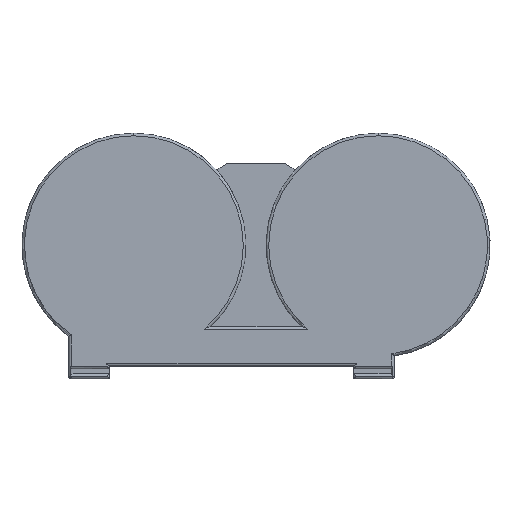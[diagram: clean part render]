
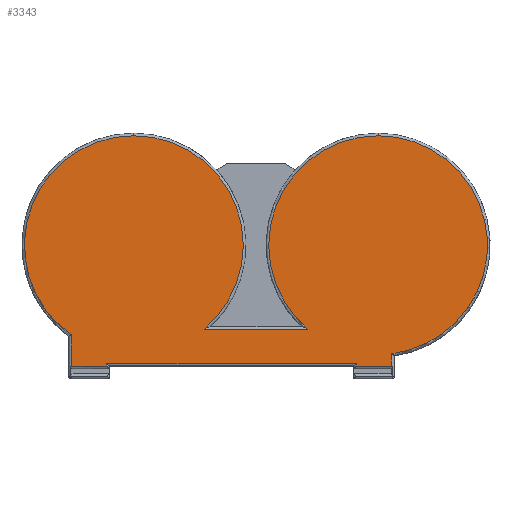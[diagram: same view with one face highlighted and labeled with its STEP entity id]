
A CAD part, front view. The second image highlights one B-rep face of the part: STEP entity #3343.
In plain terms, the highlighted planar face has unit normal (0, -1, 0).
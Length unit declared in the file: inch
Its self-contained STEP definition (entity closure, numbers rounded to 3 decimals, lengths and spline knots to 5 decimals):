
#4 = EDGE_CURVE ( 'NONE', #2086, #291, #1210, .T. ) ;
#73 = AXIS2_PLACEMENT_3D ( 'NONE', #3056, #918, #446 ) ;
#117 = CARTESIAN_POINT ( 'NONE',  ( 3.3375, 0., -2.72075 ) ) ;
#138 = CARTESIAN_POINT ( 'NONE',  ( 3.3375, 0., -2.66622 ) ) ;
#194 = VECTOR ( 'NONE', #1736, 39.37008 ) ;
#216 = CARTESIAN_POINT ( 'NONE',  ( 2.4625, 0., -2.9743 ) ) ;
#241 = ORIENTED_EDGE ( 'NONE', *, *, #2672, .T. ) ;
#278 = VERTEX_POINT ( 'NONE', #1909 ) ;
#291 = VERTEX_POINT ( 'NONE', #3248 ) ;
#415 = DIRECTION ( 'NONE',  ( 0., 0., 1. ) ) ;
#426 = PLANE ( 'NONE',  #73 ) ;
#431 = EDGE_CURVE ( 'NONE', #919, #1837, #2178, .T. ) ;
#445 = AXIS2_PLACEMENT_3D ( 'NONE', #2794, #1761, #415 ) ;
#446 = DIRECTION ( 'NONE',  ( 0., 0., 1. ) ) ;
#507 = LINE ( 'NONE', #1264, #3369 ) ;
#581 = ORIENTED_EDGE ( 'NONE', *, *, #928, .T. ) ;
#583 = EDGE_CURVE ( 'NONE', #1837, #2751, #1151, .T. ) ;
#585 = VECTOR ( 'NONE', #3328, 39.37008 ) ;
#659 = VERTEX_POINT ( 'NONE', #2324 ) ;
#690 = EDGE_LOOP ( 'NONE', ( #1931, #1700, #581, #2422, #2265, #1623, #769, #1478, #1148, #1167, #241, #1968 ) ) ;
#705 = DIRECTION ( 'NONE',  ( 0., 0., 1. ) ) ;
#753 = VERTEX_POINT ( 'NONE', #2474 ) ;
#769 = ORIENTED_EDGE ( 'NONE', *, *, #4, .T. ) ;
#815 = CARTESIAN_POINT ( 'NONE',  ( -3.6625, 0., -2.9743 ) ) ;
#825 = CARTESIAN_POINT ( 'NONE',  ( 1.27699, 0., -2.0625 ) ) ;
#841 = CARTESIAN_POINT ( 'NONE',  ( 3., 0., 0. ) ) ;
#848 = VERTEX_POINT ( 'NONE', #1812 ) ;
#916 = CARTESIAN_POINT ( 'NONE',  ( -3., 0., -2.9743 ) ) ;
#918 = DIRECTION ( 'NONE',  ( 0., 1., 0. ) ) ;
#919 = VERTEX_POINT ( 'NONE', #138 ) ;
#928 = EDGE_CURVE ( 'NONE', #278, #919, #2270, .T. ) ;
#944 = CARTESIAN_POINT ( 'NONE',  ( -1.11254, 0., -2.0625 ) ) ;
#953 = LINE ( 'NONE', #916, #1953 ) ;
#1131 = EDGE_CURVE ( 'NONE', #2751, #2086, #2806, .T. ) ;
#1148 = ORIENTED_EDGE ( 'NONE', *, *, #2638, .T. ) ;
#1151 = CIRCLE ( 'NONE', #2535, 2.6875 ) ;
#1167 = ORIENTED_EDGE ( 'NONE', *, *, #2301, .T. ) ;
#1178 = CARTESIAN_POINT ( 'NONE',  ( 2.4625, 0., -2.9075 ) ) ;
#1185 = EDGE_CURVE ( 'NONE', #291, #753, #1922, .T. ) ;
#1210 = CIRCLE ( 'NONE', #2983, 2.6875 ) ;
#1238 = FACE_OUTER_BOUND ( 'NONE', #690, .T. ) ;
#1264 = CARTESIAN_POINT ( 'NONE',  ( -3.6625, 0., 0. ) ) ;
#1320 = VECTOR ( 'NONE', #3072, 39.37008 ) ;
#1350 = EDGE_CURVE ( 'NONE', #848, #2390, #1519, .T. ) ;
#1384 = DIRECTION ( 'NONE',  ( 1., 0., 0. ) ) ;
#1478 = ORIENTED_EDGE ( 'NONE', *, *, #1185, .T. ) ;
#1519 = LINE ( 'NONE', #2862, #1827 ) ;
#1547 = CARTESIAN_POINT ( 'NONE',  ( -1.27699, 0., -2.0625 ) ) ;
#1623 = ORIENTED_EDGE ( 'NONE', *, *, #1131, .T. ) ;
#1693 = VECTOR ( 'NONE', #2783, 39.37008 ) ;
#1700 = ORIENTED_EDGE ( 'NONE', *, *, #2321, .T. ) ;
#1736 = DIRECTION ( 'NONE',  ( 0., 0., -1. ) ) ;
#1738 = CARTESIAN_POINT ( 'NONE',  ( -3., 0., 0. ) ) ;
#1761 = DIRECTION ( 'NONE',  ( 0., -1., 0. ) ) ;
#1812 = CARTESIAN_POINT ( 'NONE',  ( -3.6625, 0., -2.9075 ) ) ;
#1827 = VECTOR ( 'NONE', #1384, 39.37008 ) ;
#1837 = VERTEX_POINT ( 'NONE', #2911 ) ;
#1898 = DIRECTION ( 'NONE',  ( 0., 0., 1. ) ) ;
#1909 = CARTESIAN_POINT ( 'NONE',  ( 3.3375, 0., -2.9743 ) ) ;
#1922 = CIRCLE ( 'NONE', #445, 2.6875 ) ;
#1931 = ORIENTED_EDGE ( 'NONE', *, *, #2294, .T. ) ;
#1953 = VECTOR ( 'NONE', #2816, 39.37008 ) ;
#1968 = ORIENTED_EDGE ( 'NONE', *, *, #1350, .T. ) ;
#2086 = VERTEX_POINT ( 'NONE', #1547 ) ;
#2178 = CIRCLE ( 'NONE', #3106, 2.6875 ) ;
#2213 = LINE ( 'NONE', #3342, #1693 ) ;
#2265 = ORIENTED_EDGE ( 'NONE', *, *, #583, .T. ) ;
#2270 = LINE ( 'NONE', #117, #1320 ) ;
#2294 = EDGE_CURVE ( 'NONE', #2390, #3140, #3029, .T. ) ;
#2301 = EDGE_CURVE ( 'NONE', #659, #3235, #2745, .T. ) ;
#2321 = EDGE_CURVE ( 'NONE', #3140, #278, #953, .T. ) ;
#2324 = CARTESIAN_POINT ( 'NONE',  ( -4.5375, 0., -2.9743 ) ) ;
#2390 = VERTEX_POINT ( 'NONE', #1178 ) ;
#2422 = ORIENTED_EDGE ( 'NONE', *, *, #431, .T. ) ;
#2458 = DIRECTION ( 'NONE',  ( -1., 0., 0. ) ) ;
#2474 = CARTESIAN_POINT ( 'NONE',  ( -4.5375, 0., -2.20426 ) ) ;
#2535 = AXIS2_PLACEMENT_3D ( 'NONE', #3308, #2786, #705 ) ;
#2638 = EDGE_CURVE ( 'NONE', #753, #659, #2213, .T. ) ;
#2672 = EDGE_CURVE ( 'NONE', #3235, #848, #507, .T. ) ;
#2745 = LINE ( 'NONE', #3085, #585 ) ;
#2747 = DIRECTION ( 'NONE',  ( 0., -1., 0. ) ) ;
#2751 = VERTEX_POINT ( 'NONE', #825 ) ;
#2783 = DIRECTION ( 'NONE',  ( 0., 0., -1. ) ) ;
#2786 = DIRECTION ( 'NONE',  ( 0., -1., 0. ) ) ;
#2794 = CARTESIAN_POINT ( 'NONE',  ( -3., 0., 0. ) ) ;
#2806 = LINE ( 'NONE', #944, #3111 ) ;
#2816 = DIRECTION ( 'NONE',  ( 1., 0., 0. ) ) ;
#2862 = CARTESIAN_POINT ( 'NONE',  ( 2.4, 0., -2.9075 ) ) ;
#2911 = CARTESIAN_POINT ( 'NONE',  ( 3., 0., 2.6875 ) ) ;
#2983 = AXIS2_PLACEMENT_3D ( 'NONE', #1738, #2747, #3015 ) ;
#3015 = DIRECTION ( 'NONE',  ( 0., 0., 1. ) ) ;
#3029 = LINE ( 'NONE', #3309, #194 ) ;
#3056 = CARTESIAN_POINT ( 'NONE',  ( -3., 0., 0. ) ) ;
#3072 = DIRECTION ( 'NONE',  ( 0., 0., 1. ) ) ;
#3085 = CARTESIAN_POINT ( 'NONE',  ( -3., 0., -2.9743 ) ) ;
#3106 = AXIS2_PLACEMENT_3D ( 'NONE', #841, #3223, #1898 ) ;
#3111 = VECTOR ( 'NONE', #2458, 39.37008 ) ;
#3140 = VERTEX_POINT ( 'NONE', #216 ) ;
#3223 = DIRECTION ( 'NONE',  ( 0., -1., 0. ) ) ;
#3235 = VERTEX_POINT ( 'NONE', #815 ) ;
#3248 = CARTESIAN_POINT ( 'NONE',  ( -3., 0., 2.6875 ) ) ;
#3308 = CARTESIAN_POINT ( 'NONE',  ( 3., 0., 0. ) ) ;
#3309 = CARTESIAN_POINT ( 'NONE',  ( 2.4625, 0., 0. ) ) ;
#3328 = DIRECTION ( 'NONE',  ( 1., 0., 0. ) ) ;
#3342 = CARTESIAN_POINT ( 'NONE',  ( -4.5375, 0., -3.2825 ) ) ;
#3343 = ADVANCED_FACE ( 'NONE', ( #1238 ), #426, .F. ) ;
#3369 = VECTOR ( 'NONE', #3427, 39.37008 ) ;
#3427 = DIRECTION ( 'NONE',  ( 0., 0., 1. ) ) ;
